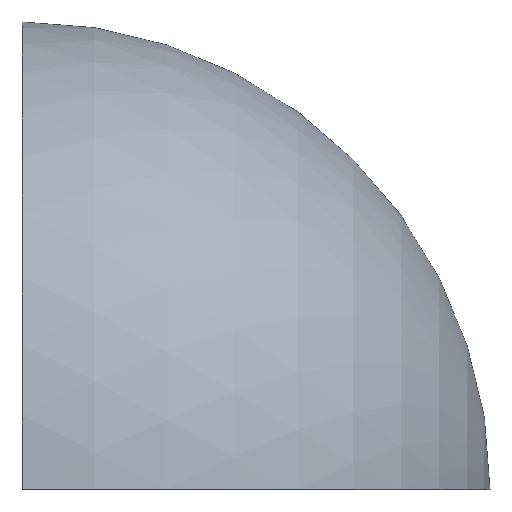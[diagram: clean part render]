
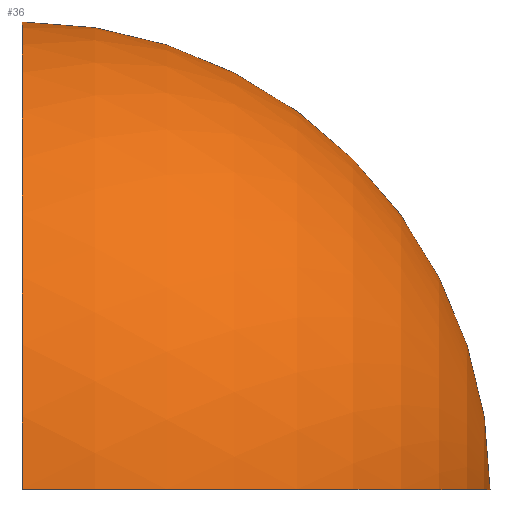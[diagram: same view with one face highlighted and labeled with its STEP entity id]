
A CAD part, top view. The second image highlights one B-rep face of the part: STEP entity #36.
In plain terms, the highlighted spherical face has radius 26.924 mm.
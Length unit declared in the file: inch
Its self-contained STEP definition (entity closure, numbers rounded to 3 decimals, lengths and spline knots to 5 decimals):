
#5 = AXIS2_PLACEMENT_3D ( 'NONE', #48, #51, #81 ) ;
#12 = EDGE_CURVE ( 'NONE', #172, #99, #69, .T. ) ;
#19 = AXIS2_PLACEMENT_3D ( 'NONE', #188, #137, #181 ) ;
#34 = AXIS2_PLACEMENT_3D ( 'NONE', #71, #62, #59 ) ;
#36 = ADVANCED_FACE ( 'NONE', ( #111 ), #102, .T. ) ;
#43 = CIRCLE ( 'NONE', #47, 1.06 ) ;
#46 = CARTESIAN_POINT ( 'NONE',  ( 0., -1.06, 1.06 ) ) ;
#47 = AXIS2_PLACEMENT_3D ( 'NONE', #109, #145, #160 ) ;
#48 = CARTESIAN_POINT ( 'NONE',  ( 0., -1.06, 0. ) ) ;
#51 = DIRECTION ( 'NONE',  ( 0., 1., 0. ) ) ;
#58 = CIRCLE ( 'NONE', #34, 1.06 ) ;
#59 = DIRECTION ( 'NONE',  ( -1., 0., 0. ) ) ;
#62 = DIRECTION ( 'NONE',  ( 0., 0., 1. ) ) ;
#69 = CIRCLE ( 'NONE', #5, 1.06 ) ;
#71 = CARTESIAN_POINT ( 'NONE',  ( 0., -1.06, 0. ) ) ;
#81 = DIRECTION ( 'NONE',  ( 0., 0., 1. ) ) ;
#90 = VERTEX_POINT ( 'NONE', #178 ) ;
#98 = ORIENTED_EDGE ( 'NONE', *, *, #12, .T. ) ;
#99 = VERTEX_POINT ( 'NONE', #176 ) ;
#102 = SPHERICAL_SURFACE ( 'NONE', #19, 1.06 ) ;
#107 = ORIENTED_EDGE ( 'NONE', *, *, #186, .F. ) ;
#109 = CARTESIAN_POINT ( 'NONE',  ( 0., -1.06, 0. ) ) ;
#111 = FACE_OUTER_BOUND ( 'NONE', #115, .T. ) ;
#115 = EDGE_LOOP ( 'NONE', ( #98, #143, #107 ) ) ;
#137 = DIRECTION ( 'NONE',  ( 1., 0., 0. ) ) ;
#143 = ORIENTED_EDGE ( 'NONE', *, *, #179, .T. ) ;
#145 = DIRECTION ( 'NONE',  ( -1., 0., 0. ) ) ;
#160 = DIRECTION ( 'NONE',  ( 0., 0., -1. ) ) ;
#172 = VERTEX_POINT ( 'NONE', #46 ) ;
#176 = CARTESIAN_POINT ( 'NONE',  ( 1.06, -1.06, 0. ) ) ;
#178 = CARTESIAN_POINT ( 'NONE',  ( 0., 0., 0. ) ) ;
#179 = EDGE_CURVE ( 'NONE', #99, #90, #58, .T. ) ;
#181 = DIRECTION ( 'NONE',  ( 0., 0., 1. ) ) ;
#186 = EDGE_CURVE ( 'NONE', #172, #90, #43, .T. ) ;
#188 = CARTESIAN_POINT ( 'NONE',  ( 0., -1.06, 0. ) ) ;
